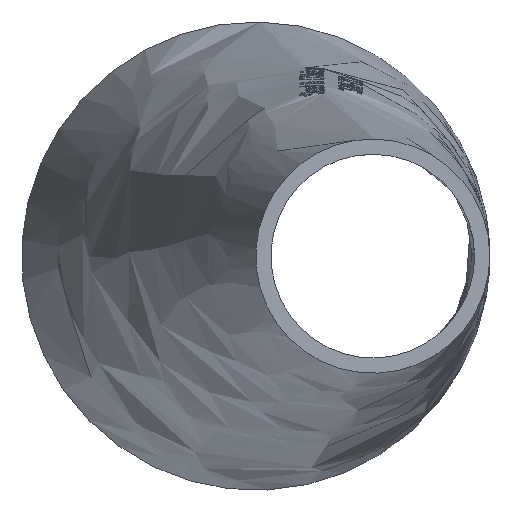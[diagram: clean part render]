
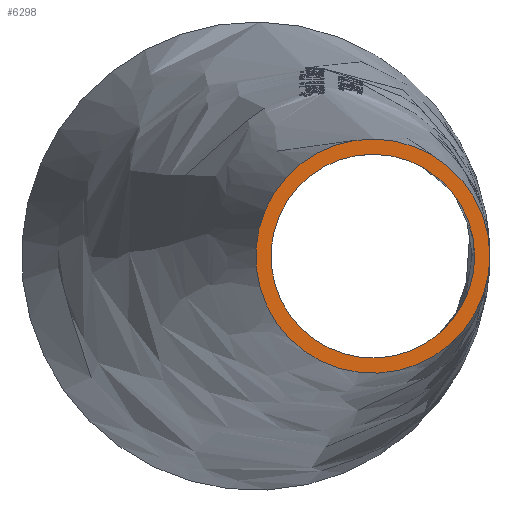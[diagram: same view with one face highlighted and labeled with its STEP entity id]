
A CAD part, left-side view. The second image highlights one B-rep face of the part: STEP entity #6298.
In plain terms, the highlighted planar face has unit normal (-1, 0, 0).
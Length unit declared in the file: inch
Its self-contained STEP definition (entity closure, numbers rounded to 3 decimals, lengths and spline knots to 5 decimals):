
#153=PLANE('',#6534);
#761=FACE_BOUND('',#1124,.T.);
#762=FACE_BOUND('',#1125,.T.);
#1124=EDGE_LOOP('',(#5937,#5938));
#1125=EDGE_LOOP('',(#5939,#5940));
#2304=CIRCLE('',#6356,0.5);
#2330=CIRCLE('',#6386,0.5);
#2335=CIRCLE('',#6531,0.435);
#2336=CIRCLE('',#6532,0.435);
#2561=VERTEX_POINT('',#8469);
#2562=VERTEX_POINT('',#8470);
#3034=VERTEX_POINT('',#14340);
#3035=VERTEX_POINT('',#14343);
#3209=EDGE_CURVE('',#2561,#2562,#2304,.T.);
#3319=EDGE_CURVE('',#2562,#2561,#2330,.T.);
#4004=EDGE_CURVE('',#3035,#3034,#2335,.T.);
#4005=EDGE_CURVE('',#3034,#3035,#2336,.T.);
#5937=ORIENTED_EDGE('',*,*,#4004,.T.);
#5938=ORIENTED_EDGE('',*,*,#4005,.T.);
#5939=ORIENTED_EDGE('',*,*,#3209,.F.);
#5940=ORIENTED_EDGE('',*,*,#3319,.F.);
#6298=ADVANCED_FACE('',(#761,#762),#153,.F.);
#6356=AXIS2_PLACEMENT_3D('',#8471,#6654,#6655);
#6386=AXIS2_PLACEMENT_3D('',#9144,#6717,#6718);
#6531=AXIS2_PLACEMENT_3D('',#14344,#7307,#7308);
#6532=AXIS2_PLACEMENT_3D('',#14345,#7309,#7310);
#6534=AXIS2_PLACEMENT_3D('',#14347,#7313,#7314);
#6654=DIRECTION('center_axis',(1.,0.,0.));
#6655=DIRECTION('ref_axis',(0.,-1.,0.));
#6717=DIRECTION('center_axis',(1.,0.,0.));
#6718=DIRECTION('ref_axis',(0.,-1.,0.));
#7307=DIRECTION('center_axis',(1.,0.,0.));
#7308=DIRECTION('ref_axis',(0.,-0.015,-1.));
#7309=DIRECTION('center_axis',(1.,0.,0.));
#7310=DIRECTION('ref_axis',(0.,-0.015,-1.));
#7313=DIRECTION('center_axis',(1.,0.,0.));
#7314=DIRECTION('ref_axis',(0.,0.,-1.));
#8469=CARTESIAN_POINT('',(0.,-0.5,0.));
#8470=CARTESIAN_POINT('',(0.,-0.00758,0.49994));
#8471=CARTESIAN_POINT('Origin',(0.,0.,0.));
#9144=CARTESIAN_POINT('Origin',(0.,0.,0.));
#14340=CARTESIAN_POINT('',(0.,-0.00659,
0.43495));
#14343=CARTESIAN_POINT('',(0.,-0.435,0.));
#14344=CARTESIAN_POINT('Origin',(0.,0.,0.));
#14345=CARTESIAN_POINT('Origin',(0.,0.,0.));
#14347=CARTESIAN_POINT('Origin',(0.,0.,0.));
